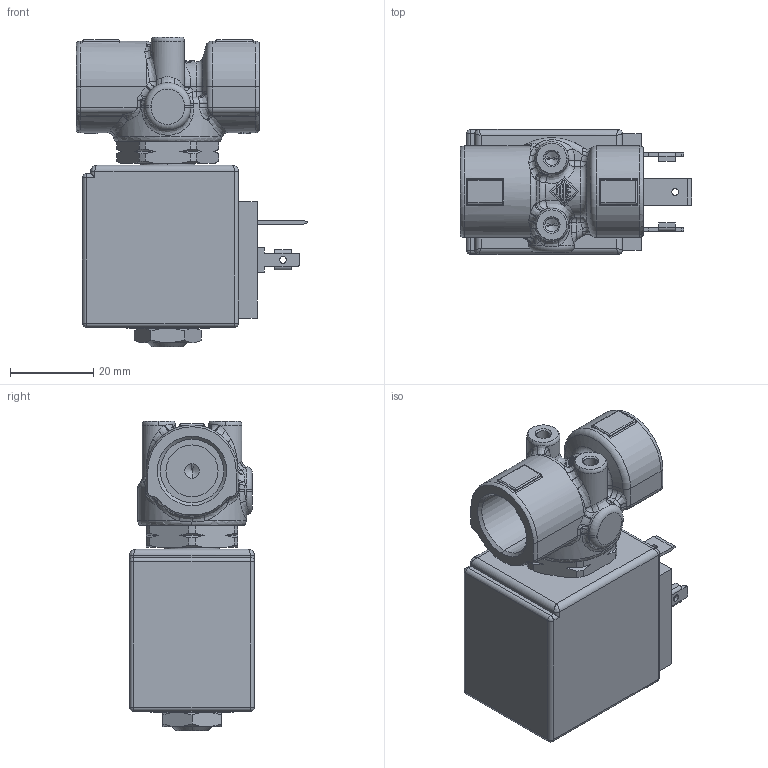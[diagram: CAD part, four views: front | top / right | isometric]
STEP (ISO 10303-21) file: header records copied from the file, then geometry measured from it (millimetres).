
FILE_DESCRIPTION((''),'2;1');
FILE_NAME('21A5ZV45D_BDA_INGOMBRO_ASM','2009-07-06T',('romeri'),('O.D.E.'),'PRO/ENGINEER BY PARAMETRIC TECHNOLOGY CORPORATION, 2005450','PRO/ENGINEER BY PARAMETRIC TECHNOLOGY CORPORATION, 2005450','');
FILE_SCHEMA(('CONFIG_CONTROL_DESIGN'));
Length unit declared in the file: millimetre
Products named in the file (6): 4500A5_INGOMBRO1; 450573_INGOMBRO; BOBINA_8_W_INGOMBRO; 450145; 450146; 21A5ZV45D_BDA_INGOMBRO_ASM
Assembly tree (5 placements, depth 2):
  21A5ZV45D_BDA_INGOMBRO_ASM
    4500A5_INGOMBRO1
    450573_INGOMBRO
    BOBINA_8_W_INGOMBRO
    450145
    450146
Bounding box: 55.65 x 30 x 74.5 mm (x, y, z)
Volume: 54993.3 mm3; surface area: 25084.5 mm2
Topology: 5 solids, 10 shells, 609 faces, 1516 edges, 933 vertices
Faces by surface type: plane 240, cylinder 172, cone 75, bspline 58, torus 38, sphere 26
Entity records: 28345 total; most frequent: CARTESIAN_POINT 6822, ORIENTED_EDGE 2980, DIRECTION 2796, PRESENTATION_STYLE_ASSIGNMENT 1761, EDGE_CURVE 1490, STYLED_ITEM 1375, CURVE_STYLE 1290, AXIS2_PLACEMENT_3D 1103
